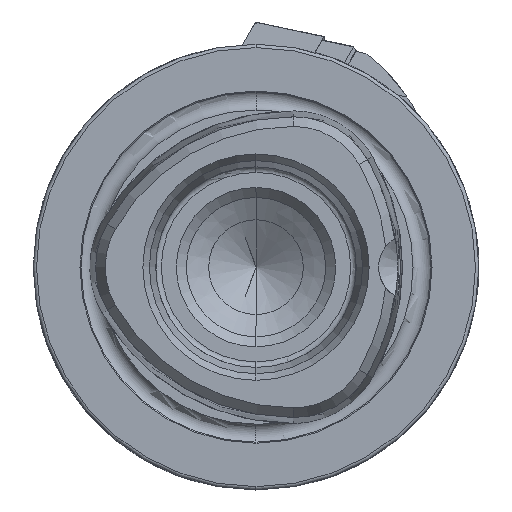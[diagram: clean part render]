
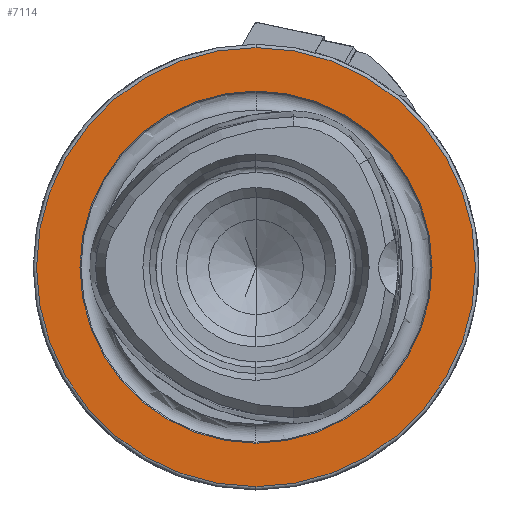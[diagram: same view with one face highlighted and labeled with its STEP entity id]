
A CAD part, left-side view. The second image highlights one B-rep face of the part: STEP entity #7114.
In plain terms, the highlighted planar face has unit normal (-1, 0, 0).
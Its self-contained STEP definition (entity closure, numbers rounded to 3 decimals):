
#19 = AXIS2_PLACEMENT_3D ( 'NONE', #1267, #11621, #5074 ) ;
#287 = CARTESIAN_POINT ( 'NONE',  ( 0., 0., 15.8 ) ) ;
#481 = EDGE_CURVE ( 'NONE', #5244, #8827, #7954, .T. ) ;
#940 = CIRCLE ( 'NONE', #19, 15.8 ) ;
#1267 = CARTESIAN_POINT ( 'NONE',  ( 0., 0., 0. ) ) ;
#1614 = EDGE_CURVE ( 'NONE', #5709, #2426, #9484, .T. ) ;
#2007 = CARTESIAN_POINT ( 'NONE',  ( 0., 0., 0. ) ) ;
#2069 = CARTESIAN_POINT ( 'NONE',  ( 0., 15.8, 0. ) ) ;
#2189 = PLANE ( 'NONE',  #3471 ) ;
#2335 = CIRCLE ( 'NONE', #5345, 19.7 ) ;
#2426 = VERTEX_POINT ( 'NONE', #5217 ) ;
#2652 = CARTESIAN_POINT ( 'NONE',  ( 0., 0., 0. ) ) ;
#2854 = ORIENTED_EDGE ( 'NONE', *, *, #6925, .T. ) ;
#3107 = DIRECTION ( 'NONE',  ( 1., 0., 0. ) ) ;
#3309 = EDGE_LOOP ( 'NONE', ( #7439, #11625 ) ) ;
#3413 = AXIS2_PLACEMENT_3D ( 'NONE', #2007, #9531, #3833 ) ;
#3471 = AXIS2_PLACEMENT_3D ( 'NONE', #2069, #3107, #7699 ) ;
#3833 = DIRECTION ( 'NONE',  ( 0., 0., 1. ) ) ;
#4703 = FACE_OUTER_BOUND ( 'NONE', #7249, .T. ) ;
#5074 = DIRECTION ( 'NONE',  ( 0., 0., 1. ) ) ;
#5217 = CARTESIAN_POINT ( 'NONE',  ( 0., 0., -19.7 ) ) ;
#5244 = VERTEX_POINT ( 'NONE', #11837 ) ;
#5345 = AXIS2_PLACEMENT_3D ( 'NONE', #2652, #9309, #7449 ) ;
#5694 = EDGE_CURVE ( 'NONE', #8827, #5244, #940, .T. ) ;
#5709 = VERTEX_POINT ( 'NONE', #8819 ) ;
#6004 = CARTESIAN_POINT ( 'NONE',  ( 0., 0., 0. ) ) ;
#6925 = EDGE_CURVE ( 'NONE', #2426, #5709, #2335, .T. ) ;
#7114 = ADVANCED_FACE ( 'NONE', ( #11098, #4703 ), #2189, .F. ) ;
#7249 = EDGE_LOOP ( 'NONE', ( #7826, #2854 ) ) ;
#7439 = ORIENTED_EDGE ( 'NONE', *, *, #5694, .F. ) ;
#7449 = DIRECTION ( 'NONE',  ( 0., 0., 1. ) ) ;
#7699 = DIRECTION ( 'NONE',  ( 0., 0., -1. ) ) ;
#7826 = ORIENTED_EDGE ( 'NONE', *, *, #1614, .T. ) ;
#7954 = CIRCLE ( 'NONE', #3413, 15.8 ) ;
#8819 = CARTESIAN_POINT ( 'NONE',  ( 0., 0., 19.7 ) ) ;
#8827 = VERTEX_POINT ( 'NONE', #287 ) ;
#8883 = DIRECTION ( 'NONE',  ( -1., 0., 0. ) ) ;
#9309 = DIRECTION ( 'NONE',  ( -1., 0., 0. ) ) ;
#9484 = CIRCLE ( 'NONE', #11607, 19.7 ) ;
#9531 = DIRECTION ( 'NONE',  ( -1., 0., 0. ) ) ;
#11098 = FACE_BOUND ( 'NONE', #3309, .T. ) ;
#11607 = AXIS2_PLACEMENT_3D ( 'NONE', #6004, #8883, #11726 ) ;
#11621 = DIRECTION ( 'NONE',  ( -1., 0., 0. ) ) ;
#11625 = ORIENTED_EDGE ( 'NONE', *, *, #481, .F. ) ;
#11726 = DIRECTION ( 'NONE',  ( 0., 0., 1. ) ) ;
#11837 = CARTESIAN_POINT ( 'NONE',  ( 0., 0., -15.8 ) ) ;
